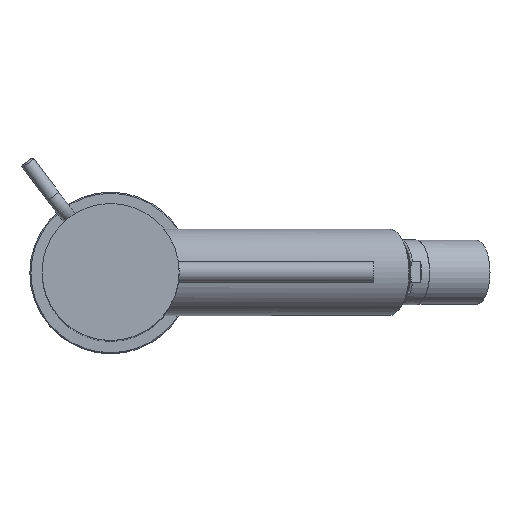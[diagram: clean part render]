
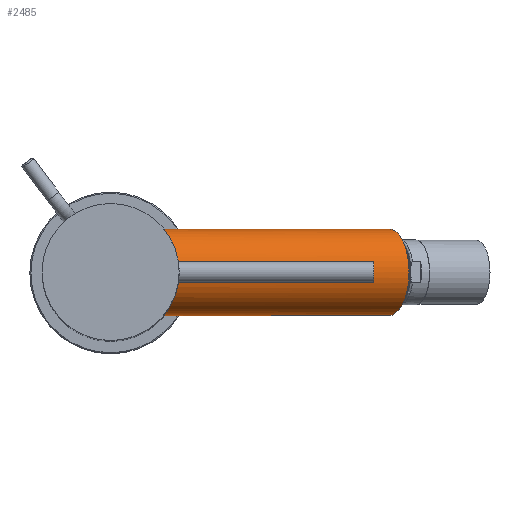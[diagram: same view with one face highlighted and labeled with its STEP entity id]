
A CAD part, top view. The second image highlights one B-rep face of the part: STEP entity #2485.
In plain terms, the highlighted cylindrical face has radius 12 mm (diameter 24 mm), a full revolution.
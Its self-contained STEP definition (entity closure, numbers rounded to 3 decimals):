
#11=ELLIPSE('',#2926,13.241,12.);
#149=B_SPLINE_CURVE_WITH_KNOTS('',3,(#5624,#5625,#5626,#5627,#5628,#5629,
#5630,#5631,#5632,#5633,#5634,#5635,#5636,#5637,#5638,#5639,#5640,#5641,
#5642,#5643,#5644,#5645,#5646,#5647,#5648,#5649,#5650,#5651,#5652,#5653,
#5654,#5655,#5656,#5657,#5658,#5659,#5660,#5661),.UNSPECIFIED.,.T.,.F.,
(4,2,2,2,2,2,2,2,2,2,2,2,2,2,2,2,2,2,4),(-8.096,-7.77,
-7.303,-6.802,-6.413,-6.045,
-5.607,-5.042,-4.552,-4.114,
-3.666,-3.152,-2.629,-2.217,
-1.819,-1.368,-0.848,-0.403,
0.),.UNSPECIFIED.);
#200=CYLINDRICAL_SURFACE('',#2925,12.);
#449=FACE_OUTER_BOUND('',#617,.T.);
#617=EDGE_LOOP('',(#2311,#2312,#2313,#2314));
#928=LINE('',#5623,#1075);
#1075=VECTOR('',#3715,12.);
#1302=VERTEX_POINT('',#5620);
#1303=VERTEX_POINT('',#5622);
#1650=EDGE_CURVE('',#1302,#1302,#11,.T.);
#1651=EDGE_CURVE('',#1302,#1303,#928,.T.);
#1652=EDGE_CURVE('',#1303,#1303,#149,.T.);
#2311=ORIENTED_EDGE('',*,*,#1650,.F.);
#2312=ORIENTED_EDGE('',*,*,#1651,.T.);
#2313=ORIENTED_EDGE('',*,*,#1652,.F.);
#2314=ORIENTED_EDGE('',*,*,#1651,.F.);
#2485=ADVANCED_FACE('',(#449),#200,.T.);
#2925=AXIS2_PLACEMENT_3D('',#5619,#3711,#3712);
#2926=AXIS2_PLACEMENT_3D('',#5621,#3713,#3714);
#3711=DIRECTION('center_axis',(1.,0.,0.));
#3712=DIRECTION('ref_axis',(0.,0.,
-1.));
#3713=DIRECTION('center_axis',(0.906,0.,
-0.423));
#3714=DIRECTION('ref_axis',(-0.423,0.,-0.906));
#3715=DIRECTION('',(-1.,0.,0.));
#5619=CARTESIAN_POINT('Origin',(11.331,0.581,118.302));
#5620=CARTESIAN_POINT('',(82.731,0.581,130.302));
#5621=CARTESIAN_POINT('Origin',(77.135,0.581,118.302));
#5622=CARTESIAN_POINT('',(19.,0.581,130.302));
#5623=CARTESIAN_POINT('',(11.331,0.581,130.302));
#5624=CARTESIAN_POINT('Ctrl Pts',(18.999,0.412,106.303));
#5625=CARTESIAN_POINT('Ctrl Pts',(18.989,-0.676,106.319));
#5626=CARTESIAN_POINT('Ctrl Pts',(18.886,-1.745,106.481));
#5627=CARTESIAN_POINT('Ctrl Pts',(18.435,-4.255,107.212));
#5628=CARTESIAN_POINT('Ctrl Pts',(18.007,-5.609,107.915));
#5629=CARTESIAN_POINT('Ctrl Pts',(16.982,-8.05,109.813));
#5630=CARTESIAN_POINT('Ctrl Pts',(16.372,-9.104,111.037));
#5631=CARTESIAN_POINT('Ctrl Pts',(15.45,-10.502,113.535));
#5632=CARTESIAN_POINT('Ctrl Pts',(15.101,-10.954,114.743));
#5633=CARTESIAN_POINT('Ctrl Pts',(14.719,-11.437,117.249));
#5634=CARTESIAN_POINT('Ctrl Pts',(14.68,-11.484,118.493));
#5635=CARTESIAN_POINT('Ctrl Pts',(14.947,-11.151,121.24));
#5636=CARTESIAN_POINT('Ctrl Pts',(15.301,-10.704,122.569));
#5637=CARTESIAN_POINT('Ctrl Pts',(16.175,-9.424,125.12));
#5638=CARTESIAN_POINT('Ctrl Pts',(16.785,-8.424,126.396));
#5639=CARTESIAN_POINT('Ctrl Pts',(17.81,-6.137,128.343));
#5640=CARTESIAN_POINT('Ctrl Pts',(18.246,-4.901,129.076));
#5641=CARTESIAN_POINT('Ctrl Pts',(18.822,-2.302,130.024));
#5642=CARTESIAN_POINT('Ctrl Pts',(18.982,-0.996,130.274));
#5643=CARTESIAN_POINT('Ctrl Pts',(19.016,1.725,130.327));
#5644=CARTESIAN_POINT('Ctrl Pts',(18.88,3.086,130.117));
#5645=CARTESIAN_POINT('Ctrl Pts',(18.313,5.865,129.189));
#5646=CARTESIAN_POINT('Ctrl Pts',(17.849,7.213,128.417));
#5647=CARTESIAN_POINT('Ctrl Pts',(16.804,9.542,126.432));
#5648=CARTESIAN_POINT('Ctrl Pts',(16.216,10.519,125.208));
#5649=CARTESIAN_POINT('Ctrl Pts',(15.345,11.806,122.72));
#5650=CARTESIAN_POINT('Ctrl Pts',(15.024,12.215,121.517));
#5651=CARTESIAN_POINT('Ctrl Pts',(14.696,12.626,119.));
#5652=CARTESIAN_POINT('Ctrl Pts',(14.689,12.635,117.742));
#5653=CARTESIAN_POINT('Ctrl Pts',(15.016,12.226,115.069));
#5654=CARTESIAN_POINT('Ctrl Pts',(15.384,11.761,113.728));
#5655=CARTESIAN_POINT('Ctrl Pts',(16.337,10.323,111.116));
#5656=CARTESIAN_POINT('Ctrl Pts',(16.947,9.281,109.881));
#5657=CARTESIAN_POINT('Ctrl Pts',(17.944,6.932,108.028));
#5658=CARTESIAN_POINT('Ctrl Pts',(18.355,5.685,107.346));
#5659=CARTESIAN_POINT('Ctrl Pts',(18.879,3.067,106.49));
#5660=CARTESIAN_POINT('Ctrl Pts',(19.011,1.754,106.284));
#5661=CARTESIAN_POINT('Ctrl Pts',(18.999,0.412,106.303));
